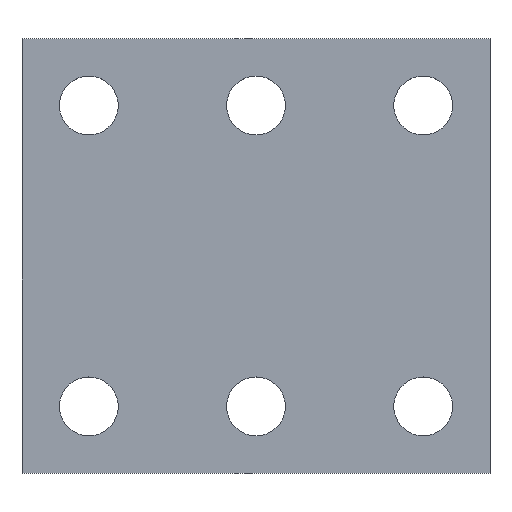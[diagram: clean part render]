
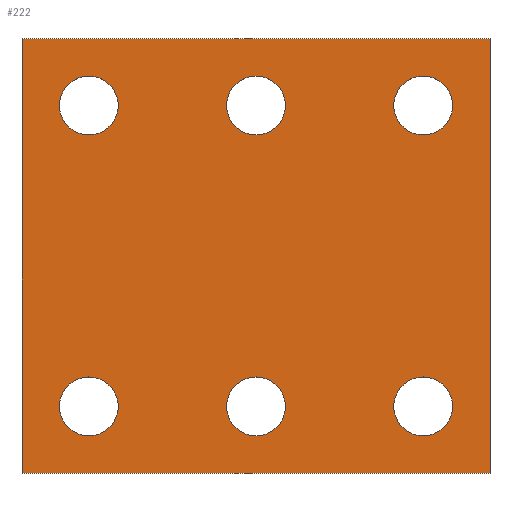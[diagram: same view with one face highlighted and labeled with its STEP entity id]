
A CAD part, top view. The second image highlights one B-rep face of the part: STEP entity #222.
In plain terms, the highlighted planar face has unit normal (0, 0, 1).
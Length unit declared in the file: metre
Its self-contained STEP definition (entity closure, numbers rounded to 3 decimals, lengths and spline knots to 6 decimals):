
#12=CIRCLE('',#241,0.005588);
#14=CIRCLE('',#244,0.005588);
#16=CIRCLE('',#247,0.005588);
#18=CIRCLE('',#250,0.005588);
#20=CIRCLE('',#253,0.005588);
#22=CIRCLE('',#256,0.005588);
#58=ORIENTED_EDGE('',*,*,#98,.F.);
#59=ORIENTED_EDGE('',*,*,#96,.F.);
#60=ORIENTED_EDGE('',*,*,#94,.F.);
#61=ORIENTED_EDGE('',*,*,#92,.F.);
#62=ORIENTED_EDGE('',*,*,#90,.F.);
#63=ORIENTED_EDGE('',*,*,#88,.F.);
#64=ORIENTED_EDGE('',*,*,#80,.F.);
#65=ORIENTED_EDGE('',*,*,#84,.T.);
#66=ORIENTED_EDGE('',*,*,#87,.T.);
#67=ORIENTED_EDGE('',*,*,#101,.F.);
#80=EDGE_CURVE('',#104,#105,#124,.T.);
#84=EDGE_CURVE('',#104,#107,#128,.T.);
#87=EDGE_CURVE('',#107,#109,#131,.T.);
#88=EDGE_CURVE('',#110,#110,#12,.T.);
#90=EDGE_CURVE('',#112,#112,#14,.T.);
#92=EDGE_CURVE('',#114,#114,#16,.T.);
#94=EDGE_CURVE('',#116,#116,#18,.T.);
#96=EDGE_CURVE('',#118,#118,#20,.T.);
#98=EDGE_CURVE('',#120,#120,#22,.T.);
#101=EDGE_CURVE('',#105,#109,#133,.T.);
#104=VERTEX_POINT('',#329);
#105=VERTEX_POINT('',#331);
#107=VERTEX_POINT('',#337);
#109=VERTEX_POINT('',#343);
#110=VERTEX_POINT('',#347);
#112=VERTEX_POINT('',#352);
#114=VERTEX_POINT('',#357);
#116=VERTEX_POINT('',#362);
#118=VERTEX_POINT('',#367);
#120=VERTEX_POINT('',#372);
#124=LINE('',#330,#136);
#128=LINE('',#338,#140);
#131=LINE('',#344,#143);
#133=LINE('',#377,#145);
#136=VECTOR('',#267,1.);
#140=VECTOR('',#273,1.);
#143=VECTOR('',#278,1.);
#145=VECTOR('',#318,1.);
#162=EDGE_LOOP('',(#58));
#163=EDGE_LOOP('',(#59));
#164=EDGE_LOOP('',(#60));
#165=EDGE_LOOP('',(#61));
#166=EDGE_LOOP('',(#62));
#167=EDGE_LOOP('',(#63));
#168=EDGE_LOOP('',(#64,#65,#66,#67));
#192=FACE_BOUND('',#162,.T.);
#193=FACE_BOUND('',#163,.T.);
#194=FACE_BOUND('',#164,.T.);
#195=FACE_BOUND('',#165,.T.);
#196=FACE_BOUND('',#166,.T.);
#197=FACE_BOUND('',#167,.T.);
#198=FACE_BOUND('',#168,.T.);
#210=PLANE('',#259);
#222=ADVANCED_FACE('',(#192,#193,#194,#195,#196,#197,#198),#210,.T.);
#241=AXIS2_PLACEMENT_3D('',#346,#281,#282);
#244=AXIS2_PLACEMENT_3D('',#351,#287,#288);
#247=AXIS2_PLACEMENT_3D('',#356,#293,#294);
#250=AXIS2_PLACEMENT_3D('',#361,#299,#300);
#253=AXIS2_PLACEMENT_3D('',#366,#305,#306);
#256=AXIS2_PLACEMENT_3D('',#371,#311,#312);
#259=AXIS2_PLACEMENT_3D('',#378,#319,#320);
#267=DIRECTION('',(-1.,0.,0.));
#273=DIRECTION('',(0.,1.,0.));
#278=DIRECTION('',(-1.,0.,0.));
#281=DIRECTION('',(0.,0.,1.));
#282=DIRECTION('',(1.,0.,0.));
#287=DIRECTION('',(0.,0.,1.));
#288=DIRECTION('',(1.,0.,0.));
#293=DIRECTION('',(0.,0.,1.));
#294=DIRECTION('',(1.,0.,0.));
#299=DIRECTION('',(0.,0.,1.));
#300=DIRECTION('',(1.,0.,0.));
#305=DIRECTION('',(0.,0.,1.));
#306=DIRECTION('',(1.,0.,0.));
#311=DIRECTION('',(0.,0.,1.));
#312=DIRECTION('',(1.,0.,0.));
#318=DIRECTION('',(0.,1.,0.));
#319=DIRECTION('',(0.,0.,1.));
#320=DIRECTION('',(1.,0.,0.));
#329=CARTESIAN_POINT('',(0.04445,-0.041275,0.0068));
#330=CARTESIAN_POINT('',(0.,-0.041275,0.0068));
#331=CARTESIAN_POINT('',(-0.04445,-0.041275,0.0068));
#337=CARTESIAN_POINT('',(0.04445,0.041275,0.0068));
#338=CARTESIAN_POINT('',(0.04445,0.,0.0068));
#343=CARTESIAN_POINT('',(-0.04445,0.041275,0.0068));
#344=CARTESIAN_POINT('',(0.,0.041275,0.0068));
#346=CARTESIAN_POINT('',(0.,0.028575,0.0068));
#347=CARTESIAN_POINT('',(0.005588,0.028575,0.0068));
#351=CARTESIAN_POINT('',(0.,-0.028575,0.0068));
#352=CARTESIAN_POINT('',(0.005588,-0.028575,0.0068));
#356=CARTESIAN_POINT('',(0.03175,-0.028575,0.0068));
#357=CARTESIAN_POINT('',(0.037338,-0.028575,0.0068));
#361=CARTESIAN_POINT('',(-0.03175,-0.028575,0.0068));
#362=CARTESIAN_POINT('',(-0.026162,-0.028575,0.0068));
#366=CARTESIAN_POINT('',(-0.03175,0.028575,0.0068));
#367=CARTESIAN_POINT('',(-0.026162,0.028575,0.0068));
#371=CARTESIAN_POINT('',(0.03175,0.028575,0.0068));
#372=CARTESIAN_POINT('',(0.037338,0.028575,0.0068));
#377=CARTESIAN_POINT('',(-0.04445,0.,0.0068));
#378=CARTESIAN_POINT('',(0.,0.,0.0068));
